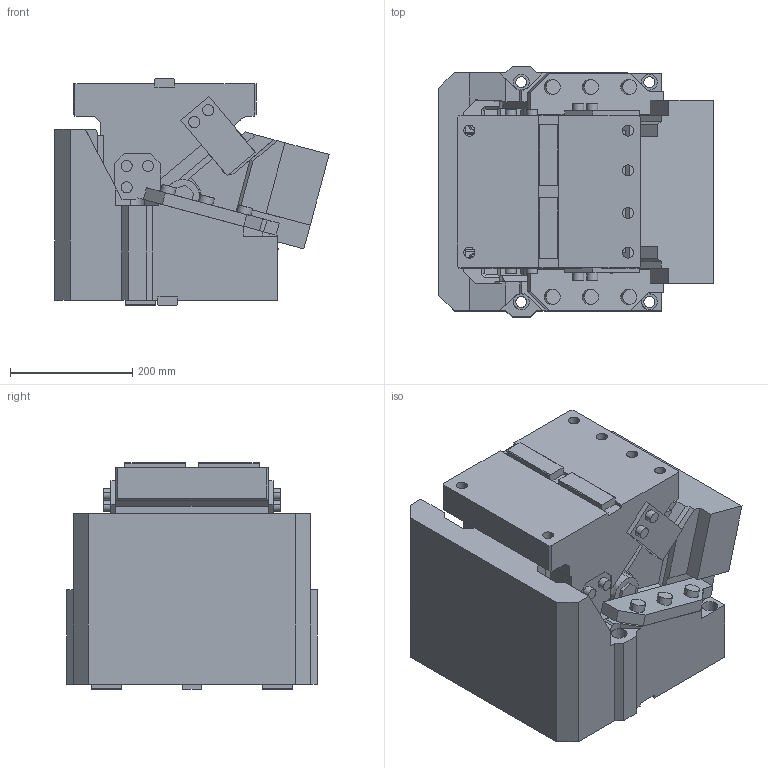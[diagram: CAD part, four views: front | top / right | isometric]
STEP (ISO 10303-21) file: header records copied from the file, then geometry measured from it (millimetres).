
FILE_DESCRIPTION(('CATIA V5 STEP Exchange'),'2;1');
FILE_NAME('CDCP_300_15_60.stp','2016-10-05T10:55:47+00:00',('none'),('none'),'CATIA Version 5 Release 20 GA (IN-10)','CATIA V5 STEP AP203','none');
FILE_SCHEMA(('CONFIG_CONTROL_DESIGN'));
Length unit declared in the file: millimetre
Products named in the file (1): CDCP-300-15-60
Bounding box: 449.63 x 410 x 372 mm (x, y, z)
Volume: 38025771.6 mm3; surface area: 1577061.9 mm2
Topology: 3 solids, 3 shells, 657 faces, 1782 edges, 1163 vertices
Faces by surface type: plane 523, cylinder 130, bspline 4
Entity records: 20932 total; most frequent: CARTESIAN_POINT 4758, ORIENTED_EDGE 3564, DIRECTION 2884, EDGE_CURVE 1782, VECTOR 1466, LINE 1466, VERTEX_POINT 1163, AXIS2_PLACEMENT_3D 809
